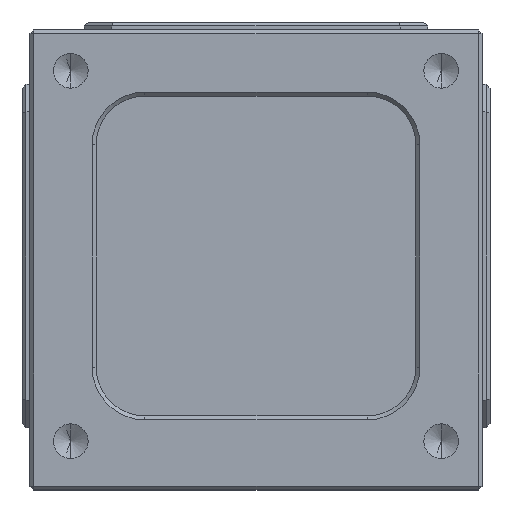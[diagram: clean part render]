
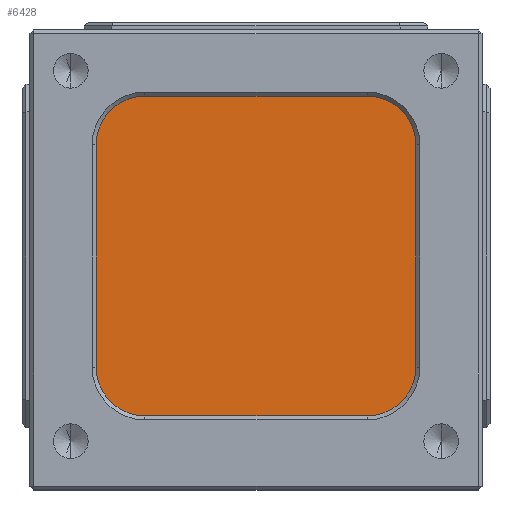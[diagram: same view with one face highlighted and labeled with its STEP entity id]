
A CAD part, front view. The second image highlights one B-rep face of the part: STEP entity #6428.
In plain terms, the highlighted planar face has unit normal (0, -1, 0).
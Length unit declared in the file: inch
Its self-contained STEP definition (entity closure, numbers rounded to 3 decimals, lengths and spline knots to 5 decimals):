
#25 = ORIENTED_EDGE ( 'NONE', *, *, #6327, .T. ) ;
#149 = LINE ( 'NONE', #1780, #1352 ) ;
#321 = VERTEX_POINT ( 'NONE', #4390 ) ;
#359 = CARTESIAN_POINT ( 'NONE',  ( -0.1067, 0.45426, 0.60716 ) ) ;
#458 = CARTESIAN_POINT ( 'NONE',  ( 0.4633, 0.45426, 1.30216 ) ) ;
#698 = AXIS2_PLACEMENT_3D ( 'NONE', #5159, #846, #5627 ) ;
#846 = DIRECTION ( 'NONE',  ( 0., 1., 0. ) ) ;
#915 = EDGE_CURVE ( 'NONE', #4802, #6601, #3930, .T. ) ;
#1093 = EDGE_CURVE ( 'NONE', #6322, #5765, #1766, .T. ) ;
#1126 = LINE ( 'NONE', #4288, #3127 ) ;
#1211 = DIRECTION ( 'NONE',  ( 0., 0., 1. ) ) ;
#1247 = CIRCLE ( 'NONE', #2146, 0.125 ) ;
#1249 = DIRECTION ( 'NONE',  ( 1., 0., 0. ) ) ;
#1352 = VECTOR ( 'NONE', #1249, 39.37008 ) ;
#1375 = DIRECTION ( 'NONE',  ( 0., 0., 1. ) ) ;
#1658 = CARTESIAN_POINT ( 'NONE',  ( -0.2317, 0.45426, 1.42716 ) ) ;
#1697 = DIRECTION ( 'NONE',  ( 0., 0., -1. ) ) ;
#1766 = CIRCLE ( 'NONE', #6664, 0.125 ) ;
#1780 = CARTESIAN_POINT ( 'NONE',  ( -0.2317, 0.45426, 0.60716 ) ) ;
#1795 = CIRCLE ( 'NONE', #3250, 0.125 ) ;
#1844 = CARTESIAN_POINT ( 'NONE',  ( 0.4633, 0.45426, 0.60716 ) ) ;
#1952 = ORIENTED_EDGE ( 'NONE', *, *, #5720, .T. ) ;
#2021 = VERTEX_POINT ( 'NONE', #359 ) ;
#2099 = ORIENTED_EDGE ( 'NONE', *, *, #5595, .T. ) ;
#2146 = AXIS2_PLACEMENT_3D ( 'NONE', #2502, #3619, #2398 ) ;
#2213 = EDGE_LOOP ( 'NONE', ( #2099, #2534, #25, #5463, #4695, #6589, #4902, #1952 ) ) ;
#2398 = DIRECTION ( 'NONE',  ( 0., 0., 1. ) ) ;
#2399 = CARTESIAN_POINT ( 'NONE',  ( 0.5883, 0.45426, 0.60716 ) ) ;
#2483 = VECTOR ( 'NONE', #1211, 39.37008 ) ;
#2502 = CARTESIAN_POINT ( 'NONE',  ( -0.1067, 0.45426, 0.73216 ) ) ;
#2522 = EDGE_CURVE ( 'NONE', #5344, #321, #1795, .T. ) ;
#2534 = ORIENTED_EDGE ( 'NONE', *, *, #1093, .T. ) ;
#2569 = DIRECTION ( 'NONE',  ( 0., -1., 0. ) ) ;
#2748 = CARTESIAN_POINT ( 'NONE',  ( -0.2317, 0.45426, 0.73216 ) ) ;
#3027 = FACE_OUTER_BOUND ( 'NONE', #2213, .T. ) ;
#3127 = VECTOR ( 'NONE', #1697, 39.37008 ) ;
#3128 = CARTESIAN_POINT ( 'NONE',  ( -0.1067, 0.45426, 1.30216 ) ) ;
#3250 = AXIS2_PLACEMENT_3D ( 'NONE', #3128, #2569, #5732 ) ;
#3407 = CARTESIAN_POINT ( 'NONE',  ( -0.1067, 0.45426, 1.42716 ) ) ;
#3619 = DIRECTION ( 'NONE',  ( 0., -1., 0. ) ) ;
#3930 = CIRCLE ( 'NONE', #4590, 0.125 ) ;
#4157 = DIRECTION ( 'NONE',  ( 0., -1., 0. ) ) ;
#4217 = DIRECTION ( 'NONE',  ( 0., 0., 1. ) ) ;
#4288 = CARTESIAN_POINT ( 'NONE',  ( -0.2317, 0.45426, 0.60716 ) ) ;
#4365 = CARTESIAN_POINT ( 'NONE',  ( 0.4633, 0.45426, 1.42716 ) ) ;
#4390 = CARTESIAN_POINT ( 'NONE',  ( -0.2317, 0.45426, 1.30216 ) ) ;
#4590 = AXIS2_PLACEMENT_3D ( 'NONE', #458, #4157, #4217 ) ;
#4695 = ORIENTED_EDGE ( 'NONE', *, *, #4887, .T. ) ;
#4769 = LINE ( 'NONE', #1658, #6372 ) ;
#4802 = VERTEX_POINT ( 'NONE', #5290 ) ;
#4874 = EDGE_CURVE ( 'NONE', #321, #6582, #1126, .T. ) ;
#4887 = EDGE_CURVE ( 'NONE', #6601, #5344, #4769, .T. ) ;
#4902 = ORIENTED_EDGE ( 'NONE', *, *, #4874, .T. ) ;
#5118 = PLANE ( 'NONE',  #698 ) ;
#5159 = CARTESIAN_POINT ( 'NONE',  ( 0.1783, 0.45426, 1.01716 ) ) ;
#5290 = CARTESIAN_POINT ( 'NONE',  ( 0.5883, 0.45426, 1.30216 ) ) ;
#5344 = VERTEX_POINT ( 'NONE', #3407 ) ;
#5463 = ORIENTED_EDGE ( 'NONE', *, *, #915, .T. ) ;
#5595 = EDGE_CURVE ( 'NONE', #2021, #6322, #149, .T. ) ;
#5626 = CARTESIAN_POINT ( 'NONE',  ( 0.5883, 0.45426, 0.73216 ) ) ;
#5627 = DIRECTION ( 'NONE',  ( 0., 0., 1. ) ) ;
#5720 = EDGE_CURVE ( 'NONE', #6582, #2021, #1247, .T. ) ;
#5732 = DIRECTION ( 'NONE',  ( 0., 0., 1. ) ) ;
#5765 = VERTEX_POINT ( 'NONE', #5626 ) ;
#6020 = LINE ( 'NONE', #2399, #2483 ) ;
#6240 = DIRECTION ( 'NONE',  ( 0., -1., 0. ) ) ;
#6322 = VERTEX_POINT ( 'NONE', #1844 ) ;
#6327 = EDGE_CURVE ( 'NONE', #5765, #4802, #6020, .T. ) ;
#6372 = VECTOR ( 'NONE', #6894, 39.37008 ) ;
#6428 = ADVANCED_FACE ( 'NONE', ( #3027 ), #5118, .F. ) ;
#6582 = VERTEX_POINT ( 'NONE', #2748 ) ;
#6589 = ORIENTED_EDGE ( 'NONE', *, *, #2522, .T. ) ;
#6601 = VERTEX_POINT ( 'NONE', #4365 ) ;
#6664 = AXIS2_PLACEMENT_3D ( 'NONE', #6683, #6240, #1375 ) ;
#6683 = CARTESIAN_POINT ( 'NONE',  ( 0.4633, 0.45426, 0.73216 ) ) ;
#6894 = DIRECTION ( 'NONE',  ( -1., 0., 0. ) ) ;
